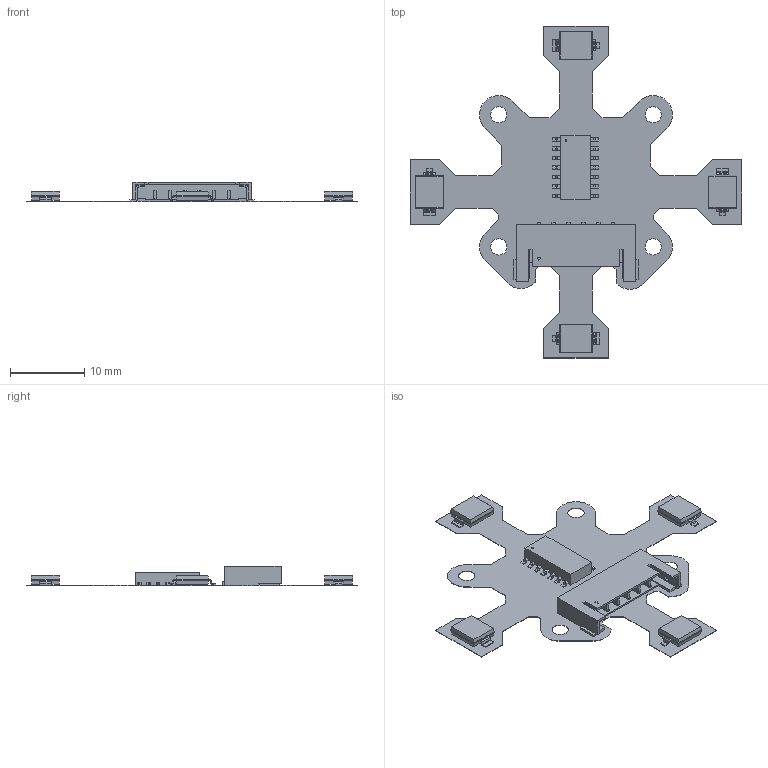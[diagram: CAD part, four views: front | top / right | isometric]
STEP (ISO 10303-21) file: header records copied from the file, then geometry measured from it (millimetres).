
FILE_DESCRIPTION(('KiCad electronic assembly'),'2;1');
FILE_NAME('sfh2430_breakout_v2.step','2024-01-14T15:03:14',('Pcbnew'),( 'Kicad'),'Open CASCADE STEP processor 7.7','KiCad to STEP converter' ,'Unknown');
FILE_SCHEMA(('AUTOMOTIVE_DESIGN { 1 0 10303 214 1 1 1 1 }'));
Length unit declared in the file: millimetre
Products named in the file (8): sfh2430_breakout_v2 1; SFH_2430-Z; COMPOUND; SO-14_S_LIT; 2053380006; SOLID; sfh2430_breakout PCB
Assembly tree (10 placements, depth 3):
  sfh2430_breakout_v2 1
    SFH_2430-Z  x4
      COMPOUND
    SO-14_S_LIT
      COMPOUND
    2053380006
      SOLID
    sfh2430_breakout PCB
Bounding box: 44.74 x 44.74 x 2.64 mm (x, y, z)
Volume: 325.6 mm3; surface area: 2500.2 mm2
Topology: 30 solids, 30 shells, 845 faces, 2316 edges, 1522 vertices
Faces by surface type: plane 700, cylinder 145
Full cylindrical faces by diameter (mm): 0.199 x1, 2.2 x4
Entity records: 46719 total; most frequent: CARTESIAN_POINT 8655, DIRECTION 6804, LINE 5011, VECTOR 5011, ORIENTED_EDGE 3624, PCURVE 3624, DEFINITIONAL_REPRESENTATION 3624, EDGE_CURVE 1812
